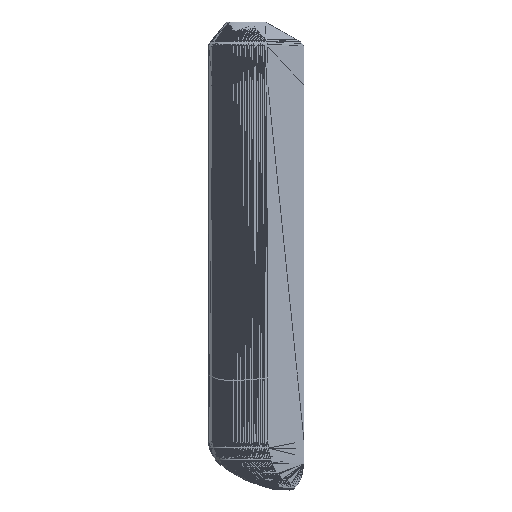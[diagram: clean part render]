
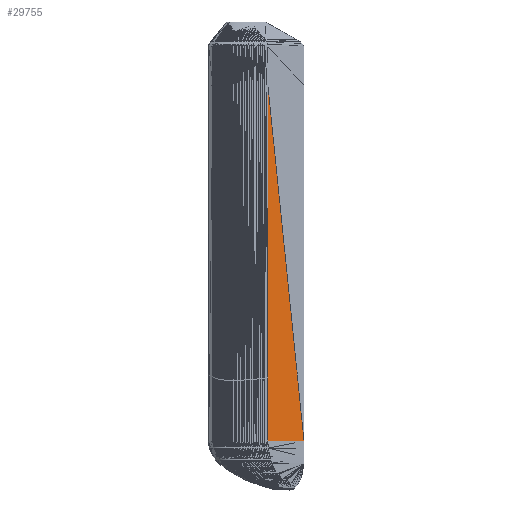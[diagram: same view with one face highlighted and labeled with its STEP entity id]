
A CAD part, top view. The second image highlights one B-rep face of the part: STEP entity #29755.
In plain terms, the highlighted planar face has unit normal (-0.138, 0, -0.99).
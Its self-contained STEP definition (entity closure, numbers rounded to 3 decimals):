
#16891 = VERTEX_POINT('',#16892);
#16892 = CARTESIAN_POINT('',(34.268,-36.357,
    3.713));
#16906 = PLANE('',#16907);
#16907 = AXIS2_PLACEMENT_3D('',#16908,#16909,#16910);
#16908 = CARTESIAN_POINT('',(34.005,-138.13,
    3.75));
#16909 = DIRECTION('',(0.138,0.,0.99)
  );
#16910 = DIRECTION('',(0.99,0.,-0.138
    ));
#18881 = VERTEX_POINT('',#18882);
#18882 = CARTESIAN_POINT('',(55.,-240.433,0.825));
#18896 = PLANE('',#18897);
#18897 = AXIS2_PLACEMENT_3D('',#18898,#18899,#18900);
#18898 = CARTESIAN_POINT('',(55.,-240.433,0.825));
#18899 = DIRECTION('',(-0.138,0.,-0.99));
#18900 = DIRECTION('',(-0.99,0.,0.138));
#29731 = EDGE_CURVE('',#18881,#16891,#29732,.T.);
#29732 = SURFACE_CURVE('',#29733,(#29737,#29743),.PCURVE_S1.);
#29733 = LINE('',#29734,#29735);
#29734 = CARTESIAN_POINT('',(55.,-240.433,0.825));
#29735 = VECTOR('',#29736,1.);
#29736 = DIRECTION('',(-0.101,0.995,0.014
    ));
#29737 = PCURVE('',#18896,#29738);
#29738 = DEFINITIONAL_REPRESENTATION('',(#29739),#29742);
#29739 = B_SPLINE_CURVE_WITH_KNOTS('',1,(#29740,#29741),.UNSPECIFIED.,
  .F.,.F.,(2,2),(0.,205.147),.PIECEWISE_BEZIER_KNOTS.);
#29740 = CARTESIAN_POINT('',(0.,0.));
#29741 = CARTESIAN_POINT('',(20.932,204.076));
#29742 = ( GEOMETRIC_REPRESENTATION_CONTEXT(2) 
PARAMETRIC_REPRESENTATION_CONTEXT() REPRESENTATION_CONTEXT('2D SPACE',''
  ) );
#29743 = PCURVE('',#29744,#29749);
#29744 = PLANE('',#29745);
#29745 = AXIS2_PLACEMENT_3D('',#29746,#29747,#29748);
#29746 = CARTESIAN_POINT('',(39.716,-143.36,
    2.954));
#29747 = DIRECTION('',(-0.138,0.,
    -0.99));
#29748 = DIRECTION('',(-0.99,0.,0.138));
#29749 = DEFINITIONAL_REPRESENTATION('',(#29750),#29754);
#29750 = LINE('',#29751,#29752);
#29751 = CARTESIAN_POINT('',(-15.431,-97.073));
#29752 = VECTOR('',#29753,1.);
#29753 = DIRECTION('',(0.102,0.995));
#29754 = ( GEOMETRIC_REPRESENTATION_CONTEXT(2) 
PARAMETRIC_REPRESENTATION_CONTEXT() REPRESENTATION_CONTEXT('2D SPACE',''
  ) );
#29755 = ADVANCED_FACE('',(#29756),#29744,.T.);
#29756 = FACE_BOUND('',#29757,.F.);
#29757 = EDGE_LOOP('',(#29758,#29759,#29781));
#29758 = ORIENTED_EDGE('',*,*,#29731,.T.);
#29759 = ORIENTED_EDGE('',*,*,#29760,.T.);
#29760 = EDGE_CURVE('',#16891,#29761,#29763,.T.);
#29761 = VERTEX_POINT('',#29762);
#29762 = CARTESIAN_POINT('',(34.268,-240.433,
    3.713));
#29763 = SURFACE_CURVE('',#29764,(#29768,#29775),.PCURVE_S1.);
#29764 = LINE('',#29765,#29766);
#29765 = CARTESIAN_POINT('',(34.268,-36.357,
    3.713));
#29766 = VECTOR('',#29767,1.);
#29767 = DIRECTION('',(0.,-1.,0.));
#29768 = PCURVE('',#29744,#29769);
#29769 = DEFINITIONAL_REPRESENTATION('',(#29770),#29774);
#29770 = LINE('',#29771,#29772);
#29771 = CARTESIAN_POINT('',(5.501,107.004));
#29772 = VECTOR('',#29773,1.);
#29773 = DIRECTION('',(0.,-1.));
#29774 = ( GEOMETRIC_REPRESENTATION_CONTEXT(2) 
PARAMETRIC_REPRESENTATION_CONTEXT() REPRESENTATION_CONTEXT('2D SPACE',''
  ) );
#29775 = PCURVE('',#16906,#29776);
#29776 = DEFINITIONAL_REPRESENTATION('',(#29777),#29780);
#29777 = B_SPLINE_CURVE_WITH_KNOTS('',1,(#29778,#29779),.UNSPECIFIED.,
  .F.,.F.,(2,2),(0.,204.076),.PIECEWISE_BEZIER_KNOTS.);
#29778 = CARTESIAN_POINT('',(0.266,101.773));
#29779 = CARTESIAN_POINT('',(0.266,-102.303));
#29780 = ( GEOMETRIC_REPRESENTATION_CONTEXT(2) 
PARAMETRIC_REPRESENTATION_CONTEXT() REPRESENTATION_CONTEXT('2D SPACE',''
  ) );
#29781 = ORIENTED_EDGE('',*,*,#29782,.T.);
#29782 = EDGE_CURVE('',#29761,#18881,#29783,.T.);
#29783 = SURFACE_CURVE('',#29784,(#29788,#29795),.PCURVE_S1.);
#29784 = LINE('',#29785,#29786);
#29785 = CARTESIAN_POINT('',(34.268,-240.433,
    3.713));
#29786 = VECTOR('',#29787,1.);
#29787 = DIRECTION('',(0.99,0.,-0.138));
#29788 = PCURVE('',#29744,#29789);
#29789 = DEFINITIONAL_REPRESENTATION('',(#29790),#29794);
#29790 = LINE('',#29791,#29792);
#29791 = CARTESIAN_POINT('',(5.501,-97.073));
#29792 = VECTOR('',#29793,1.);
#29793 = DIRECTION('',(-1.,0.));
#29794 = ( GEOMETRIC_REPRESENTATION_CONTEXT(2) 
PARAMETRIC_REPRESENTATION_CONTEXT() REPRESENTATION_CONTEXT('2D SPACE',''
  ) );
#29795 = PCURVE('',#29796,#29801);
#29796 = PLANE('',#29797);
#29797 = AXIS2_PLACEMENT_3D('',#29798,#29799,#29800);
#29798 = CARTESIAN_POINT('',(43.81,-241.525,
    2.381));
#29799 = DIRECTION('',(0.138,-0.003,0.99
    ));
#29800 = DIRECTION('',(0.99,0.,-0.138
    ));
#29801 = DEFINITIONAL_REPRESENTATION('',(#29802),#29805);
#29802 = B_SPLINE_CURVE_WITH_KNOTS('',1,(#29803,#29804),.UNSPECIFIED.,
  .F.,.F.,(2,2),(0.,20.932),.PIECEWISE_BEZIER_KNOTS.);
#29803 = CARTESIAN_POINT('',(-9.634,1.092));
#29804 = CARTESIAN_POINT('',(11.298,1.092));
#29805 = ( GEOMETRIC_REPRESENTATION_CONTEXT(2) 
PARAMETRIC_REPRESENTATION_CONTEXT() REPRESENTATION_CONTEXT('2D SPACE',''
  ) );
